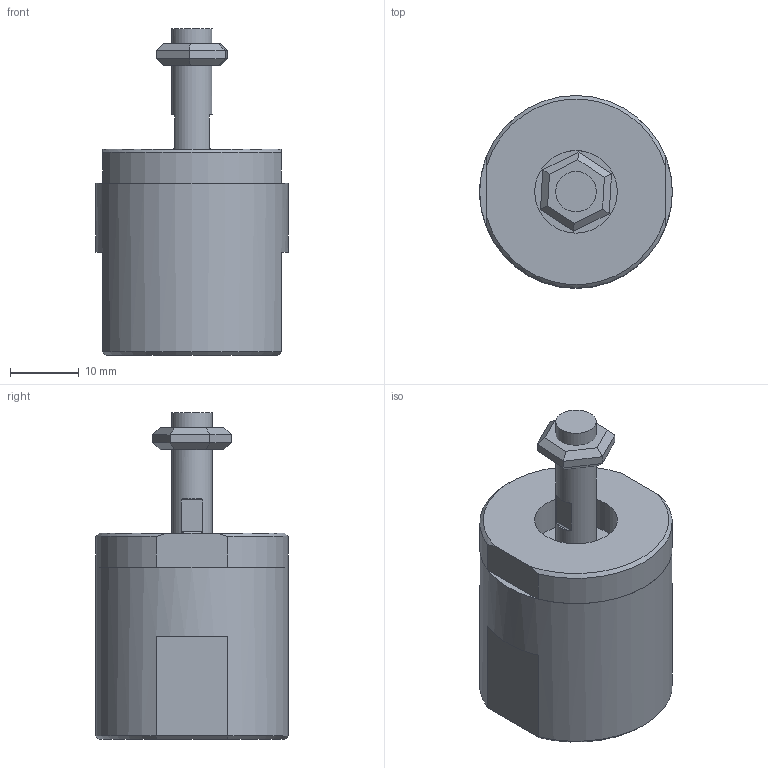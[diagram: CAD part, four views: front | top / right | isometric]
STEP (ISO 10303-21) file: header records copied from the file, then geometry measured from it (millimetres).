
FILE_DESCRIPTION(/* description */ (''),/* implementation_level */ '2;1');
FILE_NAME(/* name */ '10000 M6 Floatmatic.step',/* time_stamp */ '2020-07-31T09:43:39+02:00',/* author */ (''),/* organization */ (''),/* preprocessor_version */ 'ST-DEVELOPER v18.1',/* originating_system */ 'Autodesk Translation Framework v9.3.0.1241',/* authorisation */ '');
FILE_SCHEMA (('AUTOMOTIVE_DESIGN { 1 0 10303 214 3 1 1 }'));
Length unit declared in the file: millimetre
Products named in the file (7): 10000; 10001 M6 shaft; 10005 M6 Lower disc; 10004 M6 Upper disc; 10003 M6 Lower housing; 10002 M6 Upper housing; M6 DIN439
Assembly tree (6 placements, depth 2):
  10000
    10001 M6 shaft
    10005 M6 Lower disc
    10004 M6 Upper disc
    10003 M6 Lower housing
    10002 M6 Upper housing
    M6 DIN439
Bounding box: 28 x 28 x 47.5 mm (x, y, z)
Volume: 16864.6 mm3; surface area: 9577.1 mm2
Topology: 6 solids, 6 shells, 79 faces, 163 edges, 101 vertices
Faces by surface type: plane 48, cylinder 18, cone 8, torus 5
Full cylindrical faces by diameter (mm): 5.035 x2, 5.884 x1, 6.5 x1, 12 x1, 15 x2, 21 x1, 22.5 x1, 23.035 x1, 23.884 x1, 28 x1
Entity records: 2376 total; most frequent: CARTESIAN_POINT 463, DIRECTION 387, ORIENTED_EDGE 324, EDGE_CURVE 162, AXIS2_PLACEMENT_3D 149, VERTEX_POINT 101, EDGE_LOOP 91, LINE 89
